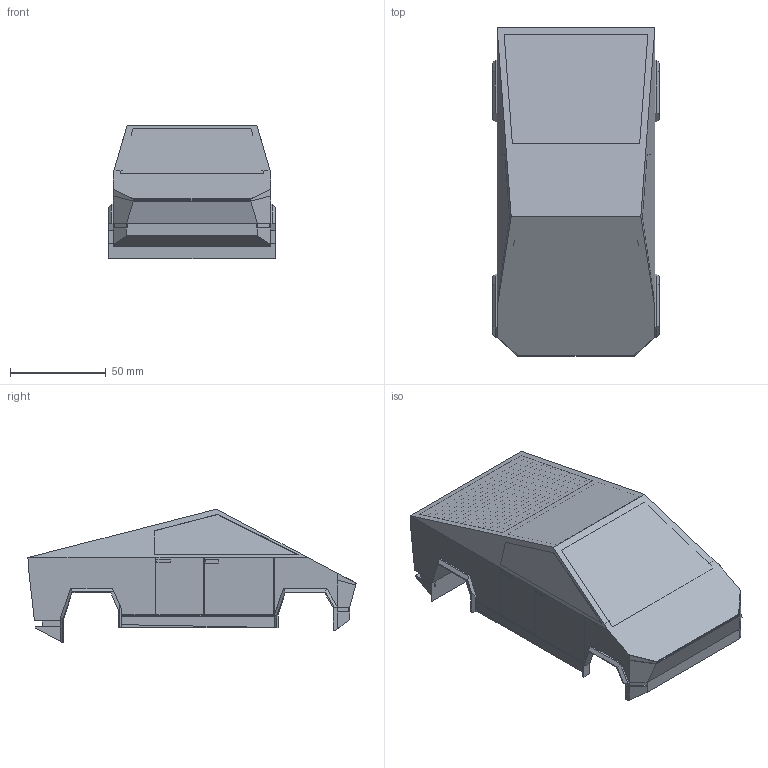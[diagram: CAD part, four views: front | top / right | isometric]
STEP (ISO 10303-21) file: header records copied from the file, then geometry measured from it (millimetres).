
FILE_DESCRIPTION(/* description */ (''),/* implementation_level */ '2;1');
FILE_NAME(/* name */ 'cybertruck-send.step',/* time_stamp */ '2025-07-17T17:51:42-05:00',/* author */ (''),/* organization */ (''),/* preprocessor_version */ 'ST-DEVELOPER v20.1',/* originating_system */ 'Autodesk Translation Framework v14.10.0.0',/* authorisation */ '');
FILE_SCHEMA (('AUTOMOTIVE_DESIGN { 1 0 10303 214 3 1 1 }'));
Length unit declared in the file: millimetre
Products named in the file (2): 2025-07-13-03-14-02-202; 2025-07-13-10-19-02-067
Assembly tree (1 placements, depth 2):
  2025-07-13-03-14-02-202
    2025-07-13-10-19-02-067
Bounding box: 87.1 x 171.3 x 69.75 mm (x, y, z)
Volume: 137237.2 mm3; surface area: 79897.6 mm2
Topology: 1 solids, 1 shells, 288 faces, 774 edges, 487 vertices
Faces by surface type: plane 288
Entity records: 8812 total; most frequent: CARTESIAN_POINT 1554, ORIENTED_EDGE 1552, DIRECTION 1358, LINE 776, VECTOR 776, EDGE_CURVE 776, VERTEX_POINT 487, EDGE_LOOP 296
